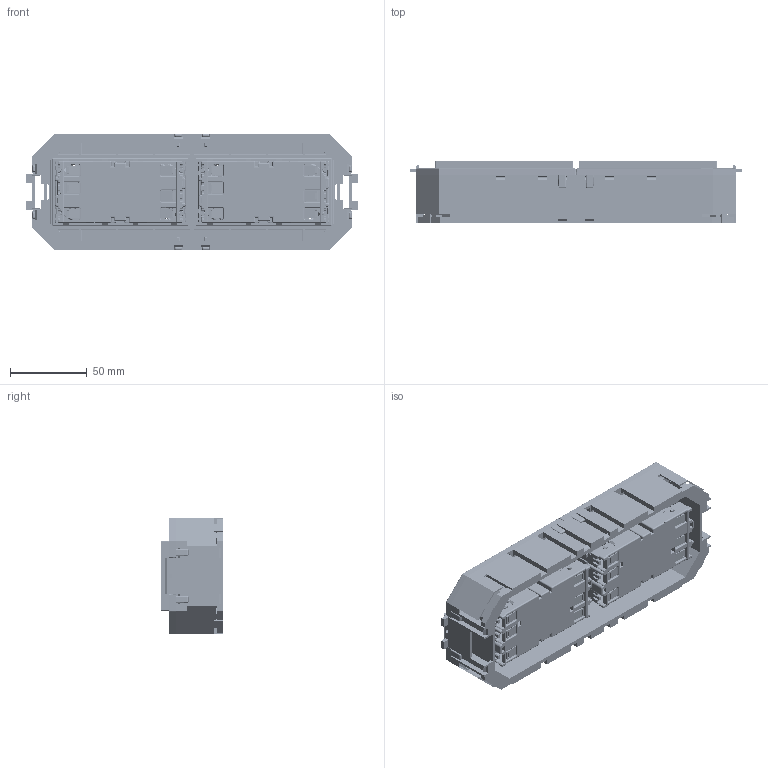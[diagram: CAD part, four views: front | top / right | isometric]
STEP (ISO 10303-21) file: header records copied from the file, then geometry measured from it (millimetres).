
FILE_DESCRIPTION (( 'STEP AP214' ), '1' );
FILE_NAME ('7404676_KSTP1.stp', '2025-10-01T13:45:50', ( '' ), ( '' ), 'SwSTEP 2.0', 'SolidWorks 2024', '' );
FILE_SCHEMA (( 'AUTOMOTIVE_DESIGN' ));
Length unit declared in the file: millimetre
Products named in the file (6): 7404676_KSTP1; 072941_Standard; 071659_Standard; 072099_Standard; 073041_Standard; 072095_Standard
Assembly tree (7 placements, depth 3):
  7404676_KSTP1
    072941_Standard
    073041_Standard  x2
      072099_Standard
      072095_Standard
    071659_Standard  x2
Bounding box: 215.8 x 40.55 x 76 mm (x, y, z)
Volume: 159225.3 mm3; surface area: 210560.2 mm2
Topology: 7 solids, 7 shells, 9297 faces, 25364 edges, 15846 vertices
Faces by surface type: plane 4775, cylinder 3088, bspline 1176, sphere 98, torus 84, cone 76
Entity records: 181248 total; most frequent: CARTESIAN_POINT 64408, ORIENTED_EDGE 26444, DIRECTION 21284, EDGE_CURVE 13222, LINE 9062, VECTOR 9062, VERTEX_POINT 8371, AXIS2_PLACEMENT_3D 6111
